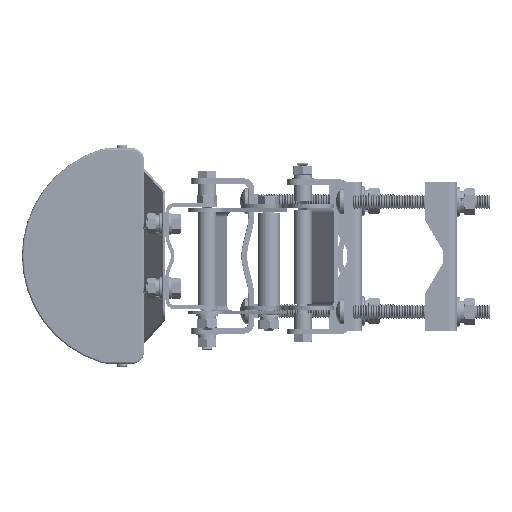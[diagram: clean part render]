
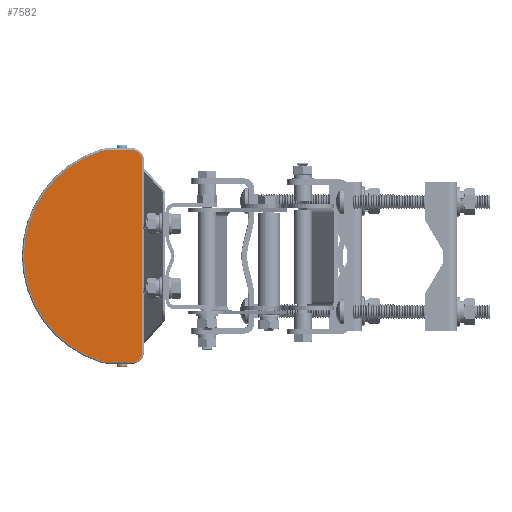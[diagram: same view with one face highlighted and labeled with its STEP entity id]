
A CAD part, left-side view. The second image highlights one B-rep face of the part: STEP entity #7582.
In plain terms, the highlighted face is planar.
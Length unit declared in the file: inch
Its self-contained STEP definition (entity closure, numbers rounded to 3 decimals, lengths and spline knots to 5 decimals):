
#1127 = DIRECTION ( 'NONE',  ( -1., 0., 0. ) ) ;
#2893 = AXIS2_PLACEMENT_3D ( 'NONE', #108906, #63840, #53022 ) ;
#4060 = EDGE_CURVE ( 'NONE', #34169, #64468, #48458, .T. ) ;
#5776 = VERTEX_POINT ( 'NONE', #45721 ) ;
#6306 = AXIS2_PLACEMENT_3D ( 'NONE', #78753, #1127, #122902 ) ;
#7582 = ADVANCED_FACE ( 'NONE', ( #73127 ), #22154, .F. ) ;
#9470 = DIRECTION ( 'NONE',  ( 0., 0., 1. ) ) ;
#10834 = DIRECTION ( 'NONE',  ( 0., 0., 1. ) ) ;
#11735 = CARTESIAN_POINT ( 'NONE',  ( 48.2874, -5.62634, -0.84646 ) ) ;
#12475 = VERTEX_POINT ( 'NONE', #115365 ) ;
#13618 = DIRECTION ( 'NONE',  ( 0., 0., 1. ) ) ;
#15646 = ORIENTED_EDGE ( 'NONE', *, *, #95204, .T. ) ;
#16313 = AXIS2_PLACEMENT_3D ( 'NONE', #88046, #133582, #10834 ) ;
#18561 = EDGE_CURVE ( 'NONE', #47334, #34169, #86072, .T. ) ;
#22154 = PLANE ( 'NONE',  #6306 ) ;
#22698 = CARTESIAN_POINT ( 'NONE',  ( 48.2874, -5.62634, -0.84646 ) ) ;
#30715 = LINE ( 'NONE', #129353, #102467 ) ;
#34169 = VERTEX_POINT ( 'NONE', #36857 ) ;
#35282 = AXIS2_PLACEMENT_3D ( 'NONE', #91826, #68377, #13618 ) ;
#36587 = CARTESIAN_POINT ( 'NONE',  ( 48.2874, -9.44524, -0.11706 ) ) ;
#36857 = CARTESIAN_POINT ( 'NONE',  ( 48.2874, -7.69327, 1.69291 ) ) ;
#37080 = DIRECTION ( 'NONE',  ( 0., 0., 1. ) ) ;
#41890 = ORIENTED_EDGE ( 'NONE', *, *, #117135, .T. ) ;
#44696 = DIRECTION ( 'NONE',  ( 0., 1., 0. ) ) ;
#45698 = CARTESIAN_POINT ( 'NONE',  ( 48.2874, -9.96689, -0.63976 ) ) ;
#45721 = CARTESIAN_POINT ( 'NONE',  ( 48.2874, -9.96689, -0.11706 ) ) ;
#46695 = ORIENTED_EDGE ( 'NONE', *, *, #100653, .T. ) ;
#47334 = VERTEX_POINT ( 'NONE', #124804 ) ;
#48458 = CIRCLE ( 'NONE', #103329, 2.35705 ) ;
#49704 = VERTEX_POINT ( 'NONE', #11735 ) ;
#50484 = AXIS2_PLACEMENT_3D ( 'NONE', #72348, #106197, #9470 ) ;
#53022 = DIRECTION ( 'NONE',  ( 0., 0., 1. ) ) ;
#58773 = EDGE_CURVE ( 'NONE', #12475, #47334, #69640, .T. ) ;
#63840 = DIRECTION ( 'NONE',  ( 1., 0., 0. ) ) ;
#64468 = VERTEX_POINT ( 'NONE', #67069 ) ;
#64974 = DIRECTION ( 'NONE',  ( 0., 0., 1. ) ) ;
#65988 = LINE ( 'NONE', #22698, #122035 ) ;
#67069 = CARTESIAN_POINT ( 'NONE',  ( 48.2874, -9.94318, 0.03844 ) ) ;
#68377 = DIRECTION ( 'NONE',  ( 1., 0., 0. ) ) ;
#68741 = ORIENTED_EDGE ( 'NONE', *, *, #97774, .T. ) ;
#69640 = CIRCLE ( 'NONE', #50484, 0.52165 ) ;
#72348 = CARTESIAN_POINT ( 'NONE',  ( 48.2874, -5.9413, -0.11706 ) ) ;
#73127 = FACE_OUTER_BOUND ( 'NONE', #97956, .T. ) ;
#73368 = ORIENTED_EDGE ( 'NONE', *, *, #4060, .T. ) ;
#78365 = CIRCLE ( 'NONE', #126640, 0.52165 ) ;
#78753 = CARTESIAN_POINT ( 'NONE',  ( 48.2874, -7.69327, -0.66414 ) ) ;
#79120 = EDGE_CURVE ( 'NONE', #49704, #137474, #111480, .T. ) ;
#80533 = DIRECTION ( 'NONE',  ( 1., 0., 0. ) ) ;
#86003 = DIRECTION ( 'NONE',  ( 1., 0., 0. ) ) ;
#86072 = CIRCLE ( 'NONE', #2893, 2.35705 ) ;
#86408 = CARTESIAN_POINT ( 'NONE',  ( 48.2874, -9.96689, -0.63976 ) ) ;
#88046 = CARTESIAN_POINT ( 'NONE',  ( 48.2874, -9.7602, -0.63976 ) ) ;
#91826 = CARTESIAN_POINT ( 'NONE',  ( 48.2874, -5.62634, -0.63976 ) ) ;
#92408 = CIRCLE ( 'NONE', #16313, 0.20669 ) ;
#95204 = EDGE_CURVE ( 'NONE', #112927, #49704, #65988, .T. ) ;
#96083 = DIRECTION ( 'NONE',  ( 0., 0., 1. ) ) ;
#97774 = EDGE_CURVE ( 'NONE', #5776, #120269, #104715, .T. ) ;
#97956 = EDGE_LOOP ( 'NONE', ( #138637, #68741, #46695, #15646, #128336, #41890, #142749, #134636, #73368 ) ) ;
#99254 = CARTESIAN_POINT ( 'NONE',  ( 48.2874, -7.69327, -0.66414 ) ) ;
#100653 = EDGE_CURVE ( 'NONE', #120269, #112927, #92408, .T. ) ;
#102467 = VECTOR ( 'NONE', #96083, 39.37008 ) ;
#103329 = AXIS2_PLACEMENT_3D ( 'NONE', #99254, #86003, #64974 ) ;
#104715 = LINE ( 'NONE', #86408, #132655 ) ;
#106197 = DIRECTION ( 'NONE',  ( 1., 0., 0. ) ) ;
#108906 = CARTESIAN_POINT ( 'NONE',  ( 48.2874, -7.69327, -0.66414 ) ) ;
#111480 = CIRCLE ( 'NONE', #35282, 0.20669 ) ;
#112927 = VERTEX_POINT ( 'NONE', #122357 ) ;
#115365 = CARTESIAN_POINT ( 'NONE',  ( 48.2874, -5.41965, -0.11706 ) ) ;
#116862 = CARTESIAN_POINT ( 'NONE',  ( 48.2874, -5.41965, -0.63976 ) ) ;
#117135 = EDGE_CURVE ( 'NONE', #137474, #12475, #30715, .T. ) ;
#120269 = VERTEX_POINT ( 'NONE', #45698 ) ;
#122035 = VECTOR ( 'NONE', #44696, 39.37008 ) ;
#122357 = CARTESIAN_POINT ( 'NONE',  ( 48.2874, -9.7602, -0.84646 ) ) ;
#122902 = DIRECTION ( 'NONE',  ( 0., 0., 1. ) ) ;
#124804 = CARTESIAN_POINT ( 'NONE',  ( 48.2874, -5.44336, 0.03844 ) ) ;
#125409 = EDGE_CURVE ( 'NONE', #64468, #5776, #78365, .T. ) ;
#126640 = AXIS2_PLACEMENT_3D ( 'NONE', #36587, #80533, #37080 ) ;
#128336 = ORIENTED_EDGE ( 'NONE', *, *, #79120, .T. ) ;
#129353 = CARTESIAN_POINT ( 'NONE',  ( 48.2874, -5.41965, -0.11706 ) ) ;
#132433 = DIRECTION ( 'NONE',  ( 0., 0., -1. ) ) ;
#132655 = VECTOR ( 'NONE', #132433, 39.37008 ) ;
#133582 = DIRECTION ( 'NONE',  ( 1., 0., 0. ) ) ;
#134636 = ORIENTED_EDGE ( 'NONE', *, *, #18561, .T. ) ;
#137474 = VERTEX_POINT ( 'NONE', #116862 ) ;
#138637 = ORIENTED_EDGE ( 'NONE', *, *, #125409, .T. ) ;
#142749 = ORIENTED_EDGE ( 'NONE', *, *, #58773, .T. ) ;
